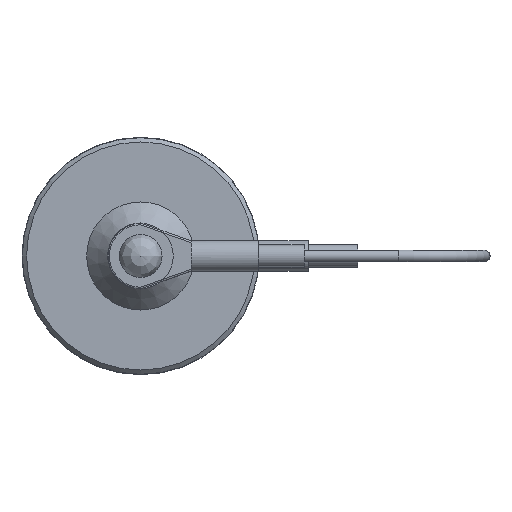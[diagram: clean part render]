
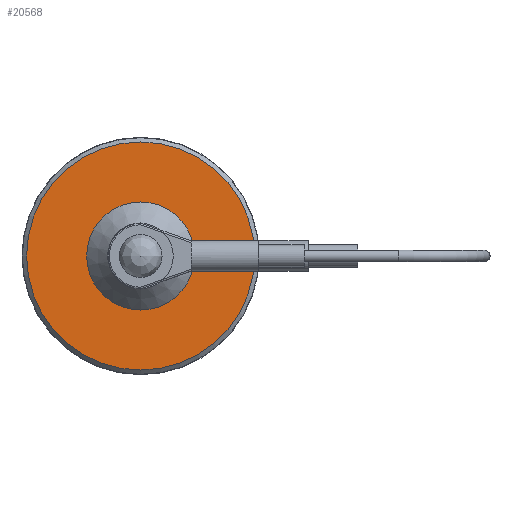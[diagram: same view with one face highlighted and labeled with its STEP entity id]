
A CAD part, left-side view. The second image highlights one B-rep face of the part: STEP entity #20568.
In plain terms, the highlighted face is planar.
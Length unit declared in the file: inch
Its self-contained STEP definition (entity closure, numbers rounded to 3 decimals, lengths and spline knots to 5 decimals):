
#93 = VERTEX_POINT ( 'NONE', #5152 ) ;
#1033 = AXIS2_PLACEMENT_3D ( 'NONE', #7876, #19977, #9622 ) ;
#1468 = DIRECTION ( 'NONE',  ( 0., 0., 1. ) ) ;
#1490 = CIRCLE ( 'NONE', #8448, 0.665 ) ;
#3035 = EDGE_LOOP ( 'NONE', ( #17397 ) ) ;
#5152 = CARTESIAN_POINT ( 'NONE',  ( 0.315, 0., -0.14 ) ) ;
#5510 = CARTESIAN_POINT ( 'NONE',  ( -0.315, 0., -0.14 ) ) ;
#6321 = EDGE_CURVE ( 'NONE', #17111, #17111, #1490, .T. ) ;
#7240 = PLANE ( 'NONE',  #12697 ) ;
#7876 = CARTESIAN_POINT ( 'NONE',  ( 0., 0., -0.14 ) ) ;
#8448 = AXIS2_PLACEMENT_3D ( 'NONE', #11794, #1468, #13523 ) ;
#8977 = DIRECTION ( 'NONE',  ( 1., 0., 0. ) ) ;
#9622 = DIRECTION ( 'NONE',  ( 1., 0., 0. ) ) ;
#9973 = EDGE_LOOP ( 'NONE', ( #21677 ) ) ;
#10147 = CARTESIAN_POINT ( 'NONE',  ( 0.665, 0., -0.14 ) ) ;
#10502 = EDGE_CURVE ( 'NONE', #93, #93, #19478, .T. ) ;
#11782 = FACE_OUTER_BOUND ( 'NONE', #9973, .T. ) ;
#11794 = CARTESIAN_POINT ( 'NONE',  ( 0., 0., -0.14 ) ) ;
#12697 = AXIS2_PLACEMENT_3D ( 'NONE', #5510, #17512, #8977 ) ;
#13523 = DIRECTION ( 'NONE',  ( 1., 0., 0. ) ) ;
#17111 = VERTEX_POINT ( 'NONE', #10147 ) ;
#17397 = ORIENTED_EDGE ( 'NONE', *, *, #10502, .F. ) ;
#17512 = DIRECTION ( 'NONE',  ( 0., 0., 1. ) ) ;
#19478 = CIRCLE ( 'NONE', #1033, 0.315 ) ;
#19900 = FACE_BOUND ( 'NONE', #3035, .T. ) ;
#19977 = DIRECTION ( 'NONE',  ( 0., 0., 1. ) ) ;
#20568 = ADVANCED_FACE ( 'NONE', ( #11782, #19900 ), #7240, .T. ) ;
#21677 = ORIENTED_EDGE ( 'NONE', *, *, #6321, .T. ) ;
